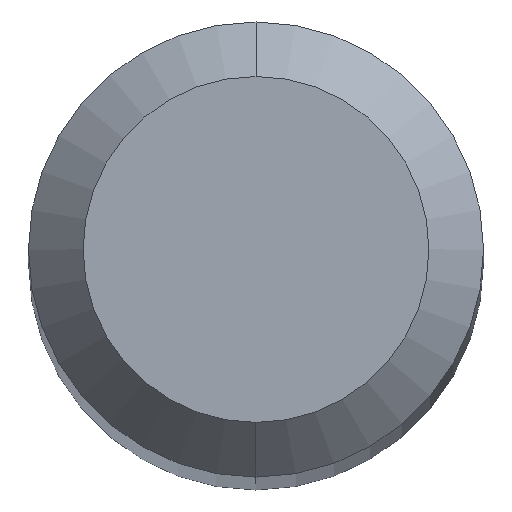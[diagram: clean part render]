
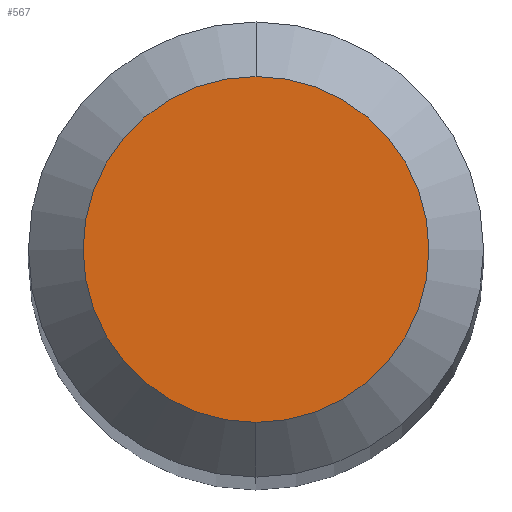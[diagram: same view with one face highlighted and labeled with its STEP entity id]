
A CAD part, top view. The second image highlights one B-rep face of the part: STEP entity #567.
In plain terms, the highlighted planar face has unit normal (0, 0, 1).
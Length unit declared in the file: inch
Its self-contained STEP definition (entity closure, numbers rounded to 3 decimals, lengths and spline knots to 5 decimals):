
#80 = DIRECTION ( 'NONE',  ( 0., 0., 1. ) ) ;
#94 = VERTEX_POINT ( 'NONE', #95 ) ;
#95 = CARTESIAN_POINT ( 'NONE',  ( 0., 0.0475, 0. ) ) ;
#103 = DIRECTION ( 'NONE',  ( 0., 0., 1. ) ) ;
#163 = AXIS2_PLACEMENT_3D ( 'NONE', #499, #103, #271 ) ;
#187 = DIRECTION ( 'NONE',  ( 0., 1., 0. ) ) ;
#205 = CIRCLE ( 'NONE', #231, 0.0475 ) ;
#231 = AXIS2_PLACEMENT_3D ( 'NONE', #470, #80, #246 ) ;
#246 = DIRECTION ( 'NONE',  ( 0., -1., 0. ) ) ;
#254 = EDGE_CURVE ( 'NONE', #552, #94, #388, .T. ) ;
#271 = DIRECTION ( 'NONE',  ( 0., -1., 0. ) ) ;
#274 = FACE_OUTER_BOUND ( 'NONE', #458, .T. ) ;
#281 = ORIENTED_EDGE ( 'NONE', *, *, #389, .T. ) ;
#313 = PLANE ( 'NONE',  #354 ) ;
#317 = CARTESIAN_POINT ( 'NONE',  ( 0., 0.0475, 0. ) ) ;
#354 = AXIS2_PLACEMENT_3D ( 'NONE', #317, #483, #187 ) ;
#356 = CARTESIAN_POINT ( 'NONE',  ( 0., -0.0475, 0. ) ) ;
#388 = CIRCLE ( 'NONE', #163, 0.0475 ) ;
#389 = EDGE_CURVE ( 'NONE', #94, #552, #205, .T. ) ;
#458 = EDGE_LOOP ( 'NONE', ( #281, #522 ) ) ;
#470 = CARTESIAN_POINT ( 'NONE',  ( 0., 0., 0. ) ) ;
#483 = DIRECTION ( 'NONE',  ( 0., 0., -1. ) ) ;
#499 = CARTESIAN_POINT ( 'NONE',  ( 0., 0., 0. ) ) ;
#522 = ORIENTED_EDGE ( 'NONE', *, *, #254, .T. ) ;
#552 = VERTEX_POINT ( 'NONE', #356 ) ;
#567 = ADVANCED_FACE ( 'NONE', ( #274 ), #313, .F. ) ;
